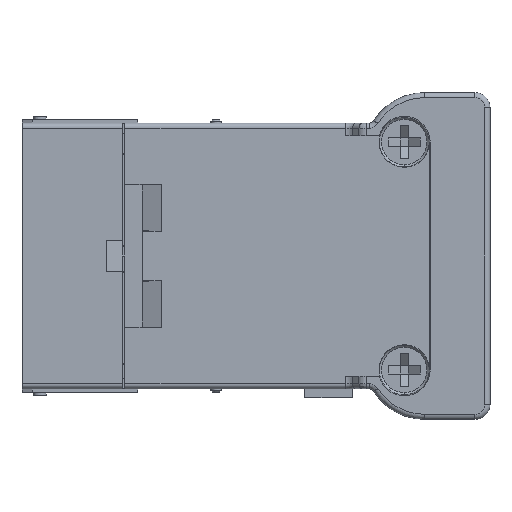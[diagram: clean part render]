
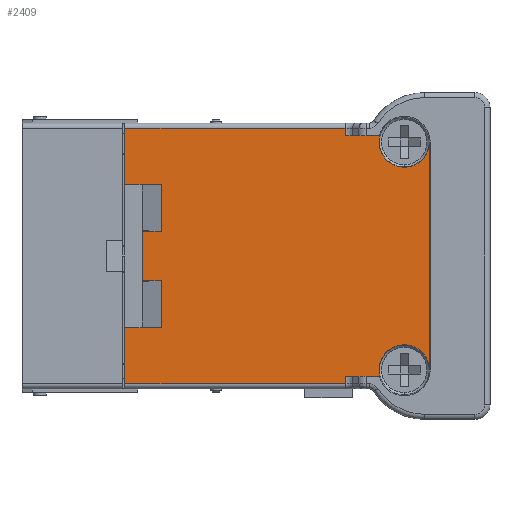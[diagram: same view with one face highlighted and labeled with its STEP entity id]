
A CAD part, left-side view. The second image highlights one B-rep face of the part: STEP entity #2409.
In plain terms, the highlighted planar face has unit normal (-1, 0, 0).
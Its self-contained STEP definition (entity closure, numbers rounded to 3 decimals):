
#2409=ADVANCED_FACE('',(#4084),#3409,.T.);
#3409=PLANE('',#20053);
#4084=FACE_OUTER_BOUND('',#5047,.T.);
#5047=EDGE_LOOP('',(#6624,#6625,#6626,#6627,#6628,#6629,#6630,#6631,#6632,
#6633,#6634,#6635,#6636,#6637,#6638,#6639,#6640,#6641,#6642,#6643));
#6111=CIRCLE('',#20049,2.5);
#6112=CIRCLE('',#20050,2.5);
#6113=CIRCLE('',#20051,2.5);
#6114=CIRCLE('',#20052,2.5);
#6624=ORIENTED_EDGE('',*,*,#13581,.T.);
#6625=ORIENTED_EDGE('',*,*,#13582,.T.);
#6626=ORIENTED_EDGE('',*,*,#13583,.F.);
#6627=ORIENTED_EDGE('',*,*,#13584,.F.);
#6628=ORIENTED_EDGE('',*,*,#13585,.F.);
#6629=ORIENTED_EDGE('',*,*,#13586,.F.);
#6630=ORIENTED_EDGE('',*,*,#13587,.F.);
#6631=ORIENTED_EDGE('',*,*,#13588,.T.);
#6632=ORIENTED_EDGE('',*,*,#13589,.T.);
#6633=ORIENTED_EDGE('',*,*,#13590,.T.);
#6634=ORIENTED_EDGE('',*,*,#13591,.T.);
#6635=ORIENTED_EDGE('',*,*,#13592,.F.);
#6636=ORIENTED_EDGE('',*,*,#13567,.F.);
#6637=ORIENTED_EDGE('',*,*,#13565,.F.);
#6638=ORIENTED_EDGE('',*,*,#13575,.F.);
#6639=ORIENTED_EDGE('',*,*,#13577,.F.);
#6640=ORIENTED_EDGE('',*,*,#13580,.F.);
#6641=ORIENTED_EDGE('',*,*,#13593,.T.);
#6642=ORIENTED_EDGE('',*,*,#13594,.T.);
#6643=ORIENTED_EDGE('',*,*,#13595,.T.);
#11861=VERTEX_POINT('',#26262);
#11862=VERTEX_POINT('',#26264);
#11863=VERTEX_POINT('',#26268);
#11869=VERTEX_POINT('',#26284);
#11870=VERTEX_POINT('',#26288);
#11871=VERTEX_POINT('',#26292);
#11872=VERTEX_POINT('',#26296);
#11873=VERTEX_POINT('',#26297);
#11874=VERTEX_POINT('',#26299);
#11875=VERTEX_POINT('',#26301);
#11876=VERTEX_POINT('',#26303);
#11877=VERTEX_POINT('',#26305);
#11878=VERTEX_POINT('',#26307);
#11879=VERTEX_POINT('',#26309);
#11880=VERTEX_POINT('',#26311);
#11881=VERTEX_POINT('',#26313);
#11882=VERTEX_POINT('',#26315);
#11883=VERTEX_POINT('',#26317);
#11884=VERTEX_POINT('',#26320);
#11885=VERTEX_POINT('',#26322);
#13565=EDGE_CURVE('',#11861,#11862,#16207,.T.);
#13567=EDGE_CURVE('',#11862,#11863,#16209,.T.);
#13575=EDGE_CURVE('',#11869,#11861,#16217,.T.);
#13577=EDGE_CURVE('',#11870,#11869,#16219,.T.);
#13580=EDGE_CURVE('',#11871,#11870,#16222,.T.);
#13581=EDGE_CURVE('',#11872,#11873,#16223,.T.);
#13582=EDGE_CURVE('',#11873,#11874,#16224,.T.);
#13583=EDGE_CURVE('',#11875,#11874,#6111,.T.);
#13584=EDGE_CURVE('',#11876,#11875,#6112,.T.);
#13585=EDGE_CURVE('',#11877,#11876,#16225,.T.);
#13586=EDGE_CURVE('',#11878,#11877,#6113,.T.);
#13587=EDGE_CURVE('',#11879,#11878,#6114,.T.);
#13588=EDGE_CURVE('',#11879,#11880,#16226,.T.);
#13589=EDGE_CURVE('',#11880,#11881,#16227,.T.);
#13590=EDGE_CURVE('',#11881,#11882,#16228,.T.);
#13591=EDGE_CURVE('',#11882,#11883,#16229,.T.);
#13592=EDGE_CURVE('',#11863,#11883,#16230,.T.);
#13593=EDGE_CURVE('',#11871,#11884,#16231,.T.);
#13594=EDGE_CURVE('',#11884,#11885,#16232,.T.);
#13595=EDGE_CURVE('',#11885,#11872,#16233,.T.);
#16207=LINE('',#26263,#18124);
#16209=LINE('',#26267,#18126);
#16217=LINE('',#26283,#18134);
#16219=LINE('',#26287,#18136);
#16222=LINE('',#26293,#18139);
#16223=LINE('',#26295,#18140);
#16224=LINE('',#26298,#18141);
#16225=LINE('',#26304,#18142);
#16226=LINE('',#26310,#18143);
#16227=LINE('',#26312,#18144);
#16228=LINE('',#26314,#18145);
#16229=LINE('',#26316,#18146);
#16230=LINE('',#26318,#18147);
#16231=LINE('',#26319,#18148);
#16232=LINE('',#26321,#18149);
#16233=LINE('',#26323,#18150);
#18124=VECTOR('',#21519,1.);
#18126=VECTOR('',#21523,1.);
#18134=VECTOR('',#21535,1.);
#18136=VECTOR('',#21539,1.);
#18139=VECTOR('',#21544,1.);
#18140=VECTOR('',#21547,1.);
#18141=VECTOR('',#21548,1.);
#18142=VECTOR('',#21553,1.);
#18143=VECTOR('',#21558,1.);
#18144=VECTOR('',#21559,1.);
#18145=VECTOR('',#21560,1.);
#18146=VECTOR('',#21561,1.);
#18147=VECTOR('',#21562,1.);
#18148=VECTOR('',#21563,1.);
#18149=VECTOR('',#21564,1.);
#18150=VECTOR('',#21565,1.);
#20049=AXIS2_PLACEMENT_3D('',#26300,#21549,#21550);
#20050=AXIS2_PLACEMENT_3D('',#26302,#21551,#21552);
#20051=AXIS2_PLACEMENT_3D('',#26306,#21554,#21555);
#20052=AXIS2_PLACEMENT_3D('',#26308,#21556,#21557);
#20053=AXIS2_PLACEMENT_3D('',#26324,#21566,#21567);
#21519=DIRECTION('',(0.,-1.,0.));
#21523=DIRECTION('',(0.,0.,1.));
#21535=DIRECTION('',(0.,0.,1.));
#21539=DIRECTION('',(0.,1.,0.));
#21544=DIRECTION('',(0.,0.,1.));
#21547=DIRECTION('',(0.,0.,1.));
#21548=DIRECTION('',(0.,-1.,0.));
#21549=DIRECTION('',(-1.,0.,0.));
#21550=DIRECTION('',(0.,0.,1.));
#21551=DIRECTION('',(-1.,0.,0.));
#21552=DIRECTION('',(0.,-1.,0.));
#21553=DIRECTION('',(0.,0.,-1.));
#21554=DIRECTION('',(-1.,0.,0.));
#21555=DIRECTION('',(0.,0.,-1.));
#21556=DIRECTION('',(-1.,0.,0.));
#21557=DIRECTION('',(0.,0.971,0.24));
#21558=DIRECTION('',(0.,1.,0.));
#21559=DIRECTION('',(0.,0.,1.));
#21560=DIRECTION('',(0.,1.,0.));
#21561=DIRECTION('',(0.,0.,-1.));
#21562=DIRECTION('',(0.,1.,0.));
#21563=DIRECTION('',(0.,1.,0.));
#21564=DIRECTION('',(0.,0.,-1.));
#21565=DIRECTION('',(0.,-1.,0.));
#21566=DIRECTION('',(-1.,0.,0.));
#21567=DIRECTION('',(0.,0.,1.));
#26262=CARTESIAN_POINT('',(-5.65,3.139,2.289));
#26263=CARTESIAN_POINT('',(-5.65,3.139,2.289));
#26264=CARTESIAN_POINT('',(-5.65,1.3,2.289));
#26267=CARTESIAN_POINT('',(-5.65,1.3,2.289));
#26268=CARTESIAN_POINT('',(-5.65,1.3,6.961));
#26283=CARTESIAN_POINT('',(-5.65,3.139,-2.589));
#26284=CARTESIAN_POINT('',(-5.65,3.139,-2.589));
#26287=CARTESIAN_POINT('',(-5.65,1.3,-2.589));
#26288=CARTESIAN_POINT('',(-5.65,1.3,-2.589));
#26292=CARTESIAN_POINT('',(-5.65,1.3,-7.261));
#26293=CARTESIAN_POINT('',(-5.65,1.3,-7.261));
#26295=CARTESIAN_POINT('',(-5.65,-16.986,-12.825));
#26296=CARTESIAN_POINT('',(-5.65,-16.986,-12.825));
#26297=CARTESIAN_POINT('',(-5.65,-16.986,-12.05));
#26298=CARTESIAN_POINT('',(-5.65,-16.986,-12.05));
#26299=CARTESIAN_POINT('',(-5.65,-20.373,-12.05));
#26300=CARTESIAN_POINT('',(-5.65,-22.8,-11.45));
#26301=CARTESIAN_POINT('',(-5.65,-22.8,-8.95));
#26302=CARTESIAN_POINT('',(-5.65,-22.8,-11.45));
#26303=CARTESIAN_POINT('',(-5.65,-25.3,-11.45));
#26304=CARTESIAN_POINT('',(-5.65,-25.3,11.15));
#26305=CARTESIAN_POINT('',(-5.65,-25.3,11.15));
#26306=CARTESIAN_POINT('',(-5.65,-22.8,11.15));
#26307=CARTESIAN_POINT('',(-5.65,-22.8,8.65));
#26308=CARTESIAN_POINT('',(-5.65,-22.8,11.15));
#26309=CARTESIAN_POINT('',(-5.65,-20.373,11.75));
#26310=CARTESIAN_POINT('',(-5.65,-20.373,11.75));
#26311=CARTESIAN_POINT('',(-5.65,-16.986,11.75));
#26312=CARTESIAN_POINT('',(-5.65,-16.986,11.75));
#26313=CARTESIAN_POINT('',(-5.65,-16.986,12.525));
#26314=CARTESIAN_POINT('',(-5.65,-16.986,12.525));
#26315=CARTESIAN_POINT('',(-5.65,4.9,12.525));
#26316=CARTESIAN_POINT('',(-5.65,4.9,12.525));
#26317=CARTESIAN_POINT('',(-5.65,4.9,6.961));
#26318=CARTESIAN_POINT('',(-5.65,1.3,6.961));
#26319=CARTESIAN_POINT('',(-5.65,1.3,-7.261));
#26320=CARTESIAN_POINT('',(-5.65,4.9,-7.261));
#26321=CARTESIAN_POINT('',(-5.65,4.9,-7.261));
#26322=CARTESIAN_POINT('',(-5.65,4.9,-12.825));
#26323=CARTESIAN_POINT('',(-5.65,4.9,-12.825));
#26324=CARTESIAN_POINT('',(-5.65,-22.096,-14.743));
